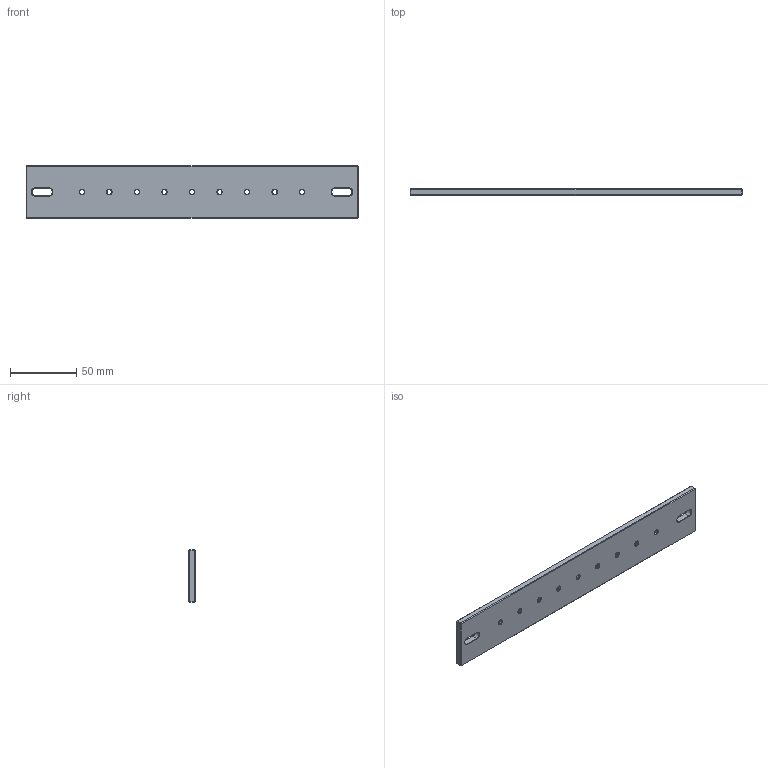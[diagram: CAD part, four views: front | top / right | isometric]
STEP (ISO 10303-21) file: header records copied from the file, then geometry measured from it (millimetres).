
FILE_DESCRIPTION(/* description */ (''),/* implementation_level */ '2;1');
FILE_NAME(/* name */ 'array-bottom-bracket-9.step',/* time_stamp */ '2023-05-07T18:20:20-04:00',/* author */ (''),/* organization */ (''),/* preprocessor_version */ 'ST-DEVELOPER v19.2',/* originating_system */ 'Autodesk Translation Framework v12.4.0.73',/* authorisation */ '');
FILE_SCHEMA (('AUTOMOTIVE_DESIGN { 1 0 10303 214 3 1 1 }'));
Length unit declared in the file: millimetre
Products named in the file (1): array bottom bracket
Bounding box: 250.8 x 4.8 x 39.8 mm (x, y, z)
Volume: 45975.4 mm3; surface area: 22819.3 mm2
Topology: 1 solids, 1 shells, 95 faces, 203 edges, 119 vertices
Faces by surface type: plane 47, cone 26, cylinder 22
Full cylindrical faces by diameter (mm): 3.5 x9, 6 x9
Entity records: 2601 total; most frequent: DIRECTION 474, CARTESIAN_POINT 418, ORIENTED_EDGE 406, EDGE_CURVE 203, AXIS2_PLACEMENT_3D 175, EDGE_LOOP 126, LINE 124, VECTOR 124
